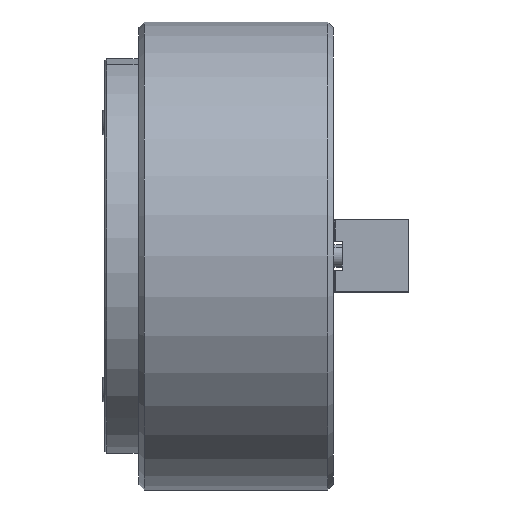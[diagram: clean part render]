
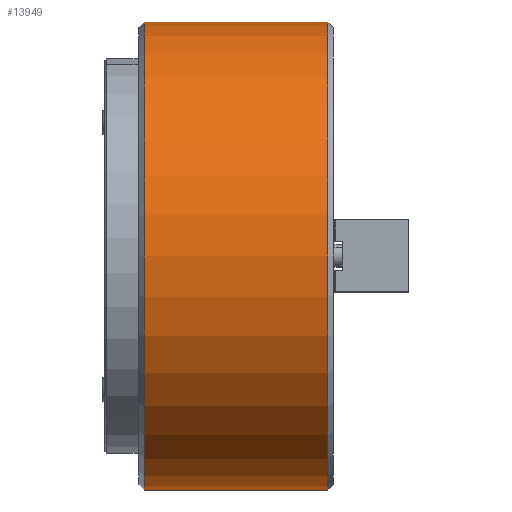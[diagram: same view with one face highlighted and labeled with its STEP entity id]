
A CAD part, front view. The second image highlights one B-rep face of the part: STEP entity #13949.
In plain terms, the highlighted cylindrical face has radius 130 mm (diameter 260 mm), a partial arc.
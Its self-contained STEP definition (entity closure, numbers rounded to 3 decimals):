
#666 = LINE ( 'NONE', #13737, #26135 ) ;
#3085 = CIRCLE ( 'NONE', #27633, 130. ) ;
#3160 = EDGE_CURVE ( 'NONE', #11770, #17935, #5566, .T. ) ;
#3323 = CARTESIAN_POINT ( 'NONE',  ( 105., 0., 0. ) ) ;
#3571 = DIRECTION ( 'NONE',  ( 1., 0., 0. ) ) ;
#4009 = DIRECTION ( 'NONE',  ( -1., 0., 0. ) ) ;
#4015 = DIRECTION ( 'NONE',  ( 0., 0., 1. ) ) ;
#4036 = VECTOR ( 'NONE', #9990, 1000. ) ;
#4596 = AXIS2_PLACEMENT_3D ( 'NONE', #23826, #6561, #4015 ) ;
#5566 = LINE ( 'NONE', #14924, #4036 ) ;
#5788 = DIRECTION ( 'NONE',  ( 0., 0., 1. ) ) ;
#6561 = DIRECTION ( 'NONE',  ( -1., 0., 0. ) ) ;
#6627 = EDGE_CURVE ( 'NONE', #9042, #23314, #666, .T. ) ;
#8523 = EDGE_CURVE ( 'NONE', #9042, #11770, #3085, .T. ) ;
#9042 = VERTEX_POINT ( 'NONE', #22676 ) ;
#9614 = EDGE_CURVE ( 'NONE', #17935, #23314, #19223, .T. ) ;
#9990 = DIRECTION ( 'NONE',  ( -1., 0., 0. ) ) ;
#11319 = CYLINDRICAL_SURFACE ( 'NONE', #4596, 130. ) ;
#11770 = VERTEX_POINT ( 'NONE', #23970 ) ;
#13737 = CARTESIAN_POINT ( 'NONE',  ( -47.09, 0., -130. ) ) ;
#13949 = ADVANCED_FACE ( 'NONE', ( #31093 ), #11319, .T. ) ;
#14704 = CARTESIAN_POINT ( 'NONE',  ( 3., 0., -130. ) ) ;
#14924 = CARTESIAN_POINT ( 'NONE',  ( -47.09, 0., 130. ) ) ;
#15320 = ORIENTED_EDGE ( 'NONE', *, *, #9614, .T. ) ;
#15482 = ORIENTED_EDGE ( 'NONE', *, *, #3160, .T. ) ;
#15985 = CARTESIAN_POINT ( 'NONE',  ( 3., 0., 130. ) ) ;
#16550 = ORIENTED_EDGE ( 'NONE', *, *, #8523, .T. ) ;
#17063 = ORIENTED_EDGE ( 'NONE', *, *, #6627, .F. ) ;
#17935 = VERTEX_POINT ( 'NONE', #15985 ) ;
#18303 = CARTESIAN_POINT ( 'NONE',  ( 3., 0., 0. ) ) ;
#19223 = CIRCLE ( 'NONE', #21201, 130. ) ;
#20540 = DIRECTION ( 'NONE',  ( -1., 0., 0. ) ) ;
#20774 = DIRECTION ( 'NONE',  ( 0., 0., -1. ) ) ;
#21201 = AXIS2_PLACEMENT_3D ( 'NONE', #18303, #3571, #20774 ) ;
#22676 = CARTESIAN_POINT ( 'NONE',  ( 105., 0., -130. ) ) ;
#23314 = VERTEX_POINT ( 'NONE', #14704 ) ;
#23826 = CARTESIAN_POINT ( 'NONE',  ( -47.09, 0., 0. ) ) ;
#23970 = CARTESIAN_POINT ( 'NONE',  ( 105., 0., 130. ) ) ;
#26135 = VECTOR ( 'NONE', #4009, 1000. ) ;
#27633 = AXIS2_PLACEMENT_3D ( 'NONE', #3323, #20540, #5788 ) ;
#29761 = EDGE_LOOP ( 'NONE', ( #17063, #16550, #15482, #15320 ) ) ;
#31093 = FACE_OUTER_BOUND ( 'NONE', #29761, .T. ) ;
